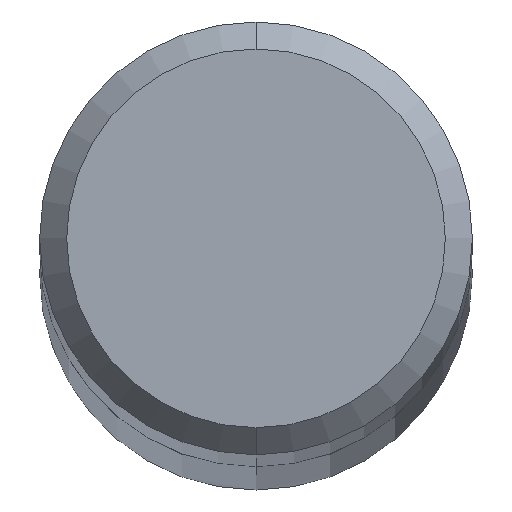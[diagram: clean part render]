
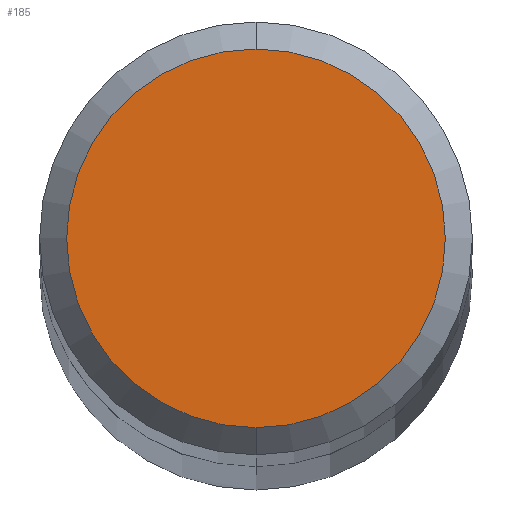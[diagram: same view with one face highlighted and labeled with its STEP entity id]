
A CAD part, top view. The second image highlights one B-rep face of the part: STEP entity #185.
In plain terms, the highlighted planar face has unit normal (0, 0, 1).
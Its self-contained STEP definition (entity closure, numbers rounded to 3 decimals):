
#185=ADVANCED_FACE('',(#446),#447,.T.);
#291=EDGE_CURVE('',#305,#315,#564,.T.);
#305=VERTEX_POINT('',#578);
#315=VERTEX_POINT('',#590);
#323=EDGE_CURVE('',#315,#305,#599,.T.);
#446=FACE_OUTER_BOUND('',#757,.T.);
#447=PLANE('',#758);
#564=CIRCLE('',#1047,2.8);
#578=CARTESIAN_POINT('',(0.,-2.8,98.0));
#590=CARTESIAN_POINT('',(0.0,2.8,98.0));
#599=CIRCLE('',#1101,2.8);
#757=EDGE_LOOP('',(#1304,#1305));
#758=AXIS2_PLACEMENT_3D('',#1306,#1307,#1308);
#1047=AXIS2_PLACEMENT_3D('',#1437,#1438,#1439);
#1101=AXIS2_PLACEMENT_3D('',#1473,#1474,#1475);
#1304=ORIENTED_EDGE('',*,*,#323,.F.);
#1305=ORIENTED_EDGE('',*,*,#291,.F.);
#1306=CARTESIAN_POINT('',(0.0,1.4,98.0));
#1307=DIRECTION('',(0.0,0.0,1.0));
#1308=DIRECTION('',(0.0,-1.0,0.0));
#1437=CARTESIAN_POINT('',(0.0,0.0,98.0));
#1438=DIRECTION('',(0.0,0.0,-1.0));
#1439=DIRECTION('',(0.0,1.0,0.0));
#1473=CARTESIAN_POINT('',(0.0,0.0,98.0));
#1474=DIRECTION('',(0.0,0.0,-1.0));
#1475=DIRECTION('',(0.0,1.0,0.0));
